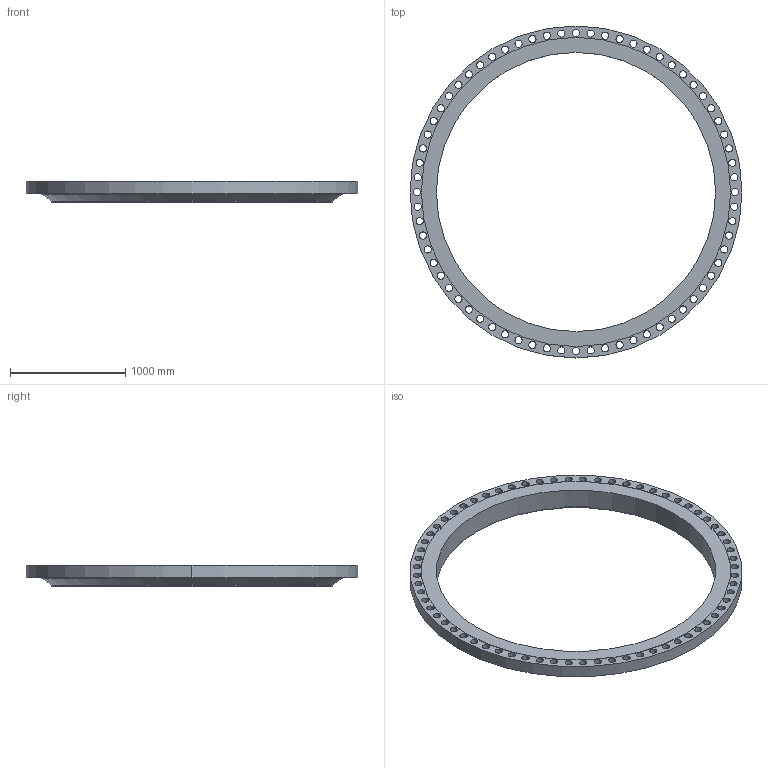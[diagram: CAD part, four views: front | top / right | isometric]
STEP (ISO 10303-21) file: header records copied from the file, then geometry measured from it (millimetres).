
FILE_DESCRIPTION (( 'STEP AP203' ), '1' );
FILE_NAME ('96_CL125_B161_RF_WNF_OB_STD.STEP', '2024-01-18T08:17:10', ( '' ), ( '' ), 'SwSTEP 2.0', 'SolidWorks 2023', '' );
FILE_SCHEMA (( 'CONFIG_CONTROL_DESIGN' ));
Length unit declared in the file: inch
Products named in the file (1): 96_CL125_B161_RF_WNF_OB_STD
Bounding box: 2876.55 x 2876.55 x 185.74 mm (x, y, z)
Volume: 211567218.4 mm3; surface area: 7451399.4 mm2
Topology: 1 solids, 1 shells, 154 faces, 444 edges, 294 vertices
Faces by surface type: cylinder 144, cone 4, plane 4, torus 2
Entity records: 5591 total; most frequent: DIRECTION 1050, CARTESIAN_POINT 893, ORIENTED_EDGE 888, AXIS2_PLACEMENT_3D 451, EDGE_CURVE 444, CIRCLE 296, EDGE_LOOP 294, VERTEX_POINT 294
